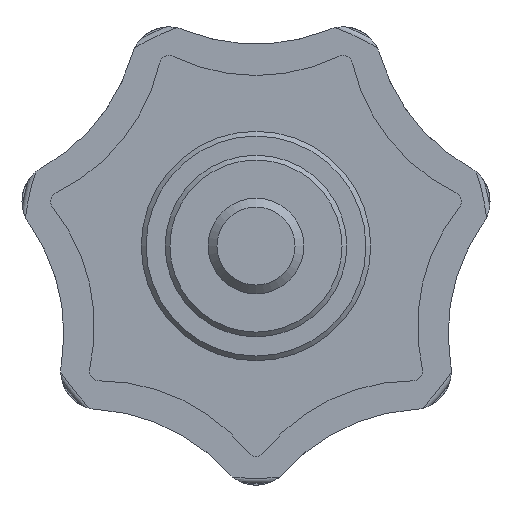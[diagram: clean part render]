
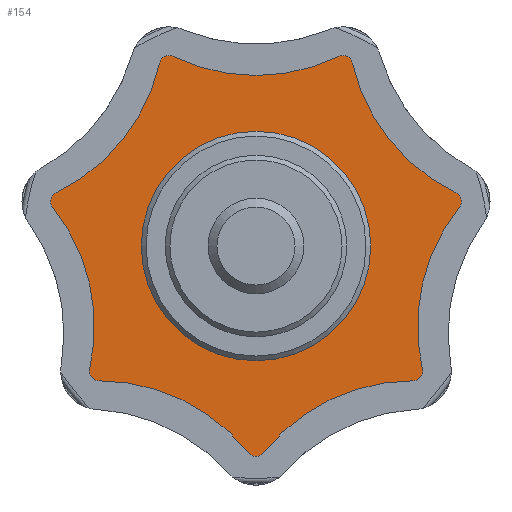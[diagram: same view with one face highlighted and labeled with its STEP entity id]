
A CAD part, front view. The second image highlights one B-rep face of the part: STEP entity #154.
In plain terms, the highlighted planar face has unit normal (0, -1, 0).
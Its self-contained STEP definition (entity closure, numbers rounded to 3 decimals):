
#154 = ADVANCED_FACE( '', ( #354, #355 ), #356, .F. );
#354 = FACE_OUTER_BOUND( '', #601, .T. );
#355 = FACE_BOUND( '', #602, .T. );
#356 = PLANE( '', #603 );
#601 = EDGE_LOOP( '', ( #999, #1000, #1001, #1002, #1003, #1004, #1005, #1006, #1007, #1008, #1009, #1010, #1011, #1012 ) );
#602 = EDGE_LOOP( '', ( #1013 ) );
#603 = AXIS2_PLACEMENT_3D( '', #1014, #1015, #1016 );
#999 = ORIENTED_EDGE( '', *, *, #1571, .T. );
#1000 = ORIENTED_EDGE( '', *, *, #1580, .F. );
#1001 = ORIENTED_EDGE( '', *, *, #1538, .T. );
#1002 = ORIENTED_EDGE( '', *, *, #1581, .F. );
#1003 = ORIENTED_EDGE( '', *, *, #1582, .T. );
#1004 = ORIENTED_EDGE( '', *, *, #1583, .F. );
#1005 = ORIENTED_EDGE( '', *, *, #1584, .T. );
#1006 = ORIENTED_EDGE( '', *, *, #1474, .F. );
#1007 = ORIENTED_EDGE( '', *, *, #1585, .T. );
#1008 = ORIENTED_EDGE( '', *, *, #1586, .F. );
#1009 = ORIENTED_EDGE( '', *, *, #1587, .T. );
#1010 = ORIENTED_EDGE( '', *, *, #1588, .F. );
#1011 = ORIENTED_EDGE( '', *, *, #1589, .T. );
#1012 = ORIENTED_EDGE( '', *, *, #1590, .F. );
#1013 = ORIENTED_EDGE( '', *, *, #1591, .T. );
#1014 = CARTESIAN_POINT( '', ( -26.655, 24., -10.757 ) );
#1015 = DIRECTION( '', ( 0., 1., 0. ) );
#1016 = DIRECTION( '', ( 0., 0., 1. ) );
#1474 = EDGE_CURVE( '', #1764, #1759, #1766, .T. );
#1538 = EDGE_CURVE( '', #1873, #1870, #1874, .T. );
#1571 = EDGE_CURVE( '', #1922, #1919, #1923, .T. );
#1580 = EDGE_CURVE( '', #1873, #1919, #1937, .T. );
#1581 = EDGE_CURVE( '', #1938, #1870, #1939, .T. );
#1582 = EDGE_CURVE( '', #1938, #1940, #1941, .T. );
#1583 = EDGE_CURVE( '', #1942, #1940, #1943, .T. );
#1584 = EDGE_CURVE( '', #1942, #1759, #1944, .T. );
#1585 = EDGE_CURVE( '', #1764, #1945, #1946, .T. );
#1586 = EDGE_CURVE( '', #1947, #1945, #1948, .T. );
#1587 = EDGE_CURVE( '', #1947, #1949, #1950, .T. );
#1588 = EDGE_CURVE( '', #1951, #1949, #1952, .T. );
#1589 = EDGE_CURVE( '', #1951, #1953, #1954, .T. );
#1590 = EDGE_CURVE( '', #1922, #1953, #1955, .T. );
#1591 = EDGE_CURVE( '', #1956, #1956, #1957, .T. );
#1759 = VERTEX_POINT( '', #2251 );
#1764 = VERTEX_POINT( '', #2257 );
#1766 = CIRCLE( '', #2260, 1. );
#1870 = VERTEX_POINT( '', #2742 );
#1873 = VERTEX_POINT( '', #2746 );
#1874 = CIRCLE( '', #2747, 20. );
#1919 = VERTEX_POINT( '', #2839 );
#1922 = VERTEX_POINT( '', #2843 );
#1923 = CIRCLE( '', #2844, 20. );
#1937 = CIRCLE( '', #2879, 1. );
#1938 = VERTEX_POINT( '', #2880 );
#1939 = CIRCLE( '', #2881, 1. );
#1940 = VERTEX_POINT( '', #2882 );
#1941 = CIRCLE( '', #2883, 20. );
#1942 = VERTEX_POINT( '', #2884 );
#1943 = CIRCLE( '', #2885, 1. );
#1944 = CIRCLE( '', #2886, 20. );
#1945 = VERTEX_POINT( '', #2887 );
#1946 = CIRCLE( '', #2888, 20. );
#1947 = VERTEX_POINT( '', #2889 );
#1948 = CIRCLE( '', #2890, 1. );
#1949 = VERTEX_POINT( '', #2891 );
#1950 = CIRCLE( '', #2892, 20. );
#1951 = VERTEX_POINT( '', #2893 );
#1952 = CIRCLE( '', #2894, 1. );
#1953 = VERTEX_POINT( '', #2895 );
#1954 = CIRCLE( '', #2896, 20. );
#1955 = CIRCLE( '', #2897, 1. );
#1956 = VERTEX_POINT( '', #2898 );
#1957 = CIRCLE( '', #2899, 12. );
#2251 = CARTESIAN_POINT( '', ( 21.255, 24., 4.049 ) );
#2257 = CARTESIAN_POINT( '', ( 20.907, 24., 5.574 ) );
#2260 = AXIS2_PLACEMENT_3D( '', #3225, #3226, #3227 );
#2742 = CARTESIAN_POINT( '', ( -0.782, 24., -21.623 ) );
#2746 = CARTESIAN_POINT( '', ( -16.418, 24., -14.093 ) );
#2747 = AXIS2_PLACEMENT_3D( '', #3291, #3292, #3293 );
#2839 = CARTESIAN_POINT( '', ( -17.393, 24., -12.871 ) );
#2843 = CARTESIAN_POINT( '', ( -21.255, 24., 4.049 ) );
#2844 = AXIS2_PLACEMENT_3D( '', #3329, #3330, #3331 );
#2879 = AXIS2_PLACEMENT_3D( '', #3342, #3343, #3344 );
#2880 = CARTESIAN_POINT( '', ( 0.782, 24., -21.623 ) );
#2881 = AXIS2_PLACEMENT_3D( '', #3345, #3346, #3347 );
#2882 = CARTESIAN_POINT( '', ( 16.418, 24., -14.093 ) );
#2883 = AXIS2_PLACEMENT_3D( '', #3348, #3349, #3350 );
#2884 = CARTESIAN_POINT( '', ( 17.393, 24., -12.871 ) );
#2885 = AXIS2_PLACEMENT_3D( '', #3351, #3352, #3353 );
#2886 = AXIS2_PLACEMENT_3D( '', #3354, #3355, #3356 );
#2887 = CARTESIAN_POINT( '', ( 10.086, 24., 19.143 ) );
#2888 = AXIS2_PLACEMENT_3D( '', #3357, #3358, #3359 );
#2889 = CARTESIAN_POINT( '', ( 8.678, 24., 19.821 ) );
#2890 = AXIS2_PLACEMENT_3D( '', #3360, #3361, #3362 );
#2891 = CARTESIAN_POINT( '', ( -8.678, 24., 19.821 ) );
#2892 = AXIS2_PLACEMENT_3D( '', #3363, #3364, #3365 );
#2893 = CARTESIAN_POINT( '', ( -10.086, 24., 19.143 ) );
#2894 = AXIS2_PLACEMENT_3D( '', #3366, #3367, #3368 );
#2895 = CARTESIAN_POINT( '', ( -20.907, 24., 5.574 ) );
#2896 = AXIS2_PLACEMENT_3D( '', #3369, #3370, #3371 );
#2897 = AXIS2_PLACEMENT_3D( '', #3372, #3373, #3374 );
#2898 = CARTESIAN_POINT( '', ( 12., 24., 0. ) );
#2899 = AXIS2_PLACEMENT_3D( '', #3375, #3376, #3377 );
#3225 = CARTESIAN_POINT( '', ( 20.473, 24., 4.673 ) );
#3226 = DIRECTION( '', ( 0., 1., 0. ) );
#3227 = DIRECTION( '', ( 1., 0., 0. ) );
#3291 = CARTESIAN_POINT( '', ( -16.418, 24., -34.093 ) );
#3292 = DIRECTION( '', ( 0., 1., 0. ) );
#3293 = DIRECTION( '', ( 1., 0., 0. ) );
#3329 = CARTESIAN_POINT( '', ( -36.892, 24., -8.42 ) );
#3330 = DIRECTION( '', ( 0., 1., 0. ) );
#3331 = DIRECTION( '', ( 1., 0., 0. ) );
#3342 = CARTESIAN_POINT( '', ( -16.418, 24., -13.093 ) );
#3343 = DIRECTION( '', ( 0., 1., 0. ) );
#3344 = DIRECTION( '', ( 1., 0., 0. ) );
#3345 = CARTESIAN_POINT( '', ( 0., 24., -21. ) );
#3346 = DIRECTION( '', ( 0., 1., 0. ) );
#3347 = DIRECTION( '', ( 1., 0., 0. ) );
#3348 = CARTESIAN_POINT( '', ( 16.418, 24., -34.093 ) );
#3349 = DIRECTION( '', ( 0., 1., 0. ) );
#3350 = DIRECTION( '', ( 1., 0., 0. ) );
#3351 = CARTESIAN_POINT( '', ( 16.418, 24., -13.093 ) );
#3352 = DIRECTION( '', ( 0., 1., 0. ) );
#3353 = DIRECTION( '', ( 1., 0., 0. ) );
#3354 = CARTESIAN_POINT( '', ( 36.892, 24., -8.42 ) );
#3355 = DIRECTION( '', ( 0., 1., 0. ) );
#3356 = DIRECTION( '', ( 1., 0., 0. ) );
#3357 = CARTESIAN_POINT( '', ( 29.585, 24., 23.593 ) );
#3358 = DIRECTION( '', ( 0., 1., 0. ) );
#3359 = DIRECTION( '', ( 1., 0., 0. ) );
#3360 = CARTESIAN_POINT( '', ( 9.112, 24., 18.92 ) );
#3361 = DIRECTION( '', ( 0., 1., 0. ) );
#3362 = DIRECTION( '', ( 1., 0., 0. ) );
#3363 = CARTESIAN_POINT( '', ( 0., 24., 37.841 ) );
#3364 = DIRECTION( '', ( 0., 1., 0. ) );
#3365 = DIRECTION( '', ( 1., 0., 0. ) );
#3366 = CARTESIAN_POINT( '', ( -9.112, 24., 18.92 ) );
#3367 = DIRECTION( '', ( 0., 1., 0. ) );
#3368 = DIRECTION( '', ( 1., 0., 0. ) );
#3369 = CARTESIAN_POINT( '', ( -29.585, 24., 23.593 ) );
#3370 = DIRECTION( '', ( 0., 1., 0. ) );
#3371 = DIRECTION( '', ( 1., 0., 0. ) );
#3372 = CARTESIAN_POINT( '', ( -20.473, 24., 4.673 ) );
#3373 = DIRECTION( '', ( 0., 1., 0. ) );
#3374 = DIRECTION( '', ( 1., 0., 0. ) );
#3375 = CARTESIAN_POINT( '', ( 0., 24., 0. ) );
#3376 = DIRECTION( '', ( 0., 1., 0. ) );
#3377 = DIRECTION( '', ( 1., 0., 0. ) );
